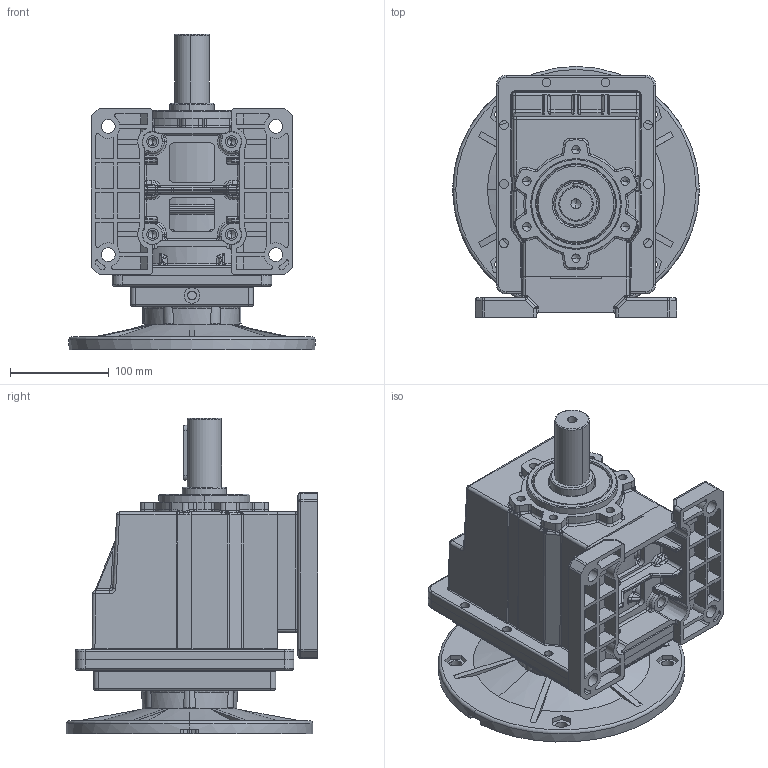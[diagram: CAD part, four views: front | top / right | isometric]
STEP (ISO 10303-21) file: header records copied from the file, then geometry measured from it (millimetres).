
FILE_DESCRIPTION (( 'STEP AP203' ), '1' );
FILE_NAME ('RC04-100B5+B04.STEP', '2022-02-18T09:30:10', ( '' ), ( '' ), 'SwSTEP 2.0', 'SolidWorks 2016', '' );
FILE_SCHEMA (( 'CONFIG_CONTROL_DESIGN' ));
Products named in the file (1): RC04-100B5+B04
Bounding box: 250 x 255 x 320 mm (x, y, z)
Volume: 2468585.2 mm3; surface area: 798685.1 mm2
Topology: 14 solids, 14 shells, 3027 faces, 7589 edges, 4626 vertices
Faces by surface type: cylinder 1242, plane 843, bspline 396, torus 342, cone 148, sphere 56
Entity records: 106343 total; most frequent: CARTESIAN_POINT 36291, ORIENTED_EDGE 14952, DIRECTION 14730, EDGE_CURVE 7476, AXIS2_PLACEMENT_3D 5823, VERTEX_POINT 4624, EDGE_LOOP 3268, CIRCLE 3191
